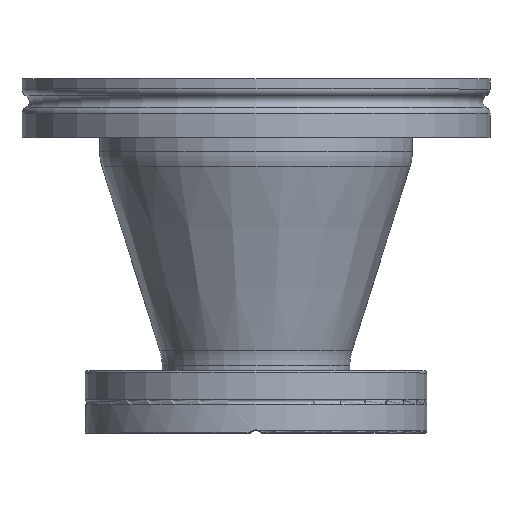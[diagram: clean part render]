
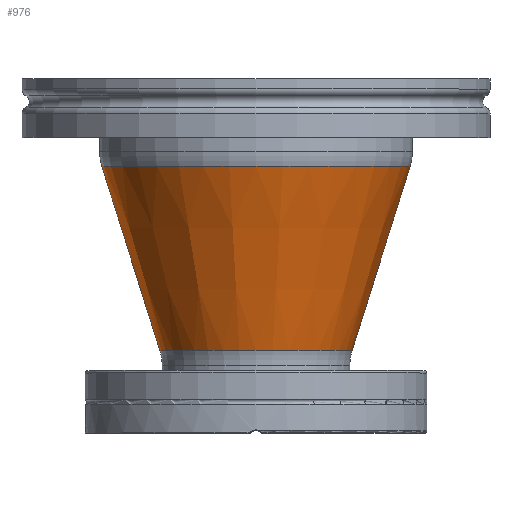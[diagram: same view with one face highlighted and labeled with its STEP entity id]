
A CAD part, top view. The second image highlights one B-rep face of the part: STEP entity #976.
In plain terms, the highlighted conical face has half-angle 17.492 degrees and reference radius 25.4 mm.
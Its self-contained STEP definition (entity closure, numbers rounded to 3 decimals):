
#74=CONICAL_SURFACE('',#1134,25.4,17.492);
#187=FACE_BOUND('',#413,.T.);
#263=FACE_OUTER_BOUND('',#412,.T.);
#412=EDGE_LOOP('',(#875));
#413=EDGE_LOOP('',(#876));
#498=CIRCLE('',#1132,19.512);
#500=CIRCLE('',#1135,31.288);
#587=VERTEX_POINT('',#1968);
#589=VERTEX_POINT('',#1973);
#685=EDGE_CURVE('',#587,#587,#498,.T.);
#687=EDGE_CURVE('',#589,#589,#500,.T.);
#875=ORIENTED_EDGE('',*,*,#687,.F.);
#876=ORIENTED_EDGE('',*,*,#685,.F.);
#976=ADVANCED_FACE('',(#263,#187),#74,.T.);
#1132=AXIS2_PLACEMENT_3D('',#1969,#1446,#1447);
#1134=AXIS2_PLACEMENT_3D('',#1972,#1450,#1451);
#1135=AXIS2_PLACEMENT_3D('',#1974,#1452,#1453);
#1446=DIRECTION('center_axis',(-1.,0.,0.));
#1447=DIRECTION('ref_axis',(0.,0.,1.));
#1450=DIRECTION('center_axis',(1.,0.,0.));
#1451=DIRECTION('ref_axis',(0.,0.,-1.));
#1452=DIRECTION('center_axis',(1.,0.,0.));
#1453=DIRECTION('ref_axis',(0.,0.,1.));
#1968=CARTESIAN_POINT('',(-38.833,0.,-19.512));
#1969=CARTESIAN_POINT('Origin',(-38.833,0.,
0.));
#1972=CARTESIAN_POINT('Origin',(-20.15,0.,0.));
#1973=CARTESIAN_POINT('',(-1.467,0.,-31.288));
#1974=CARTESIAN_POINT('Origin',(-1.467,0.,
0.));
